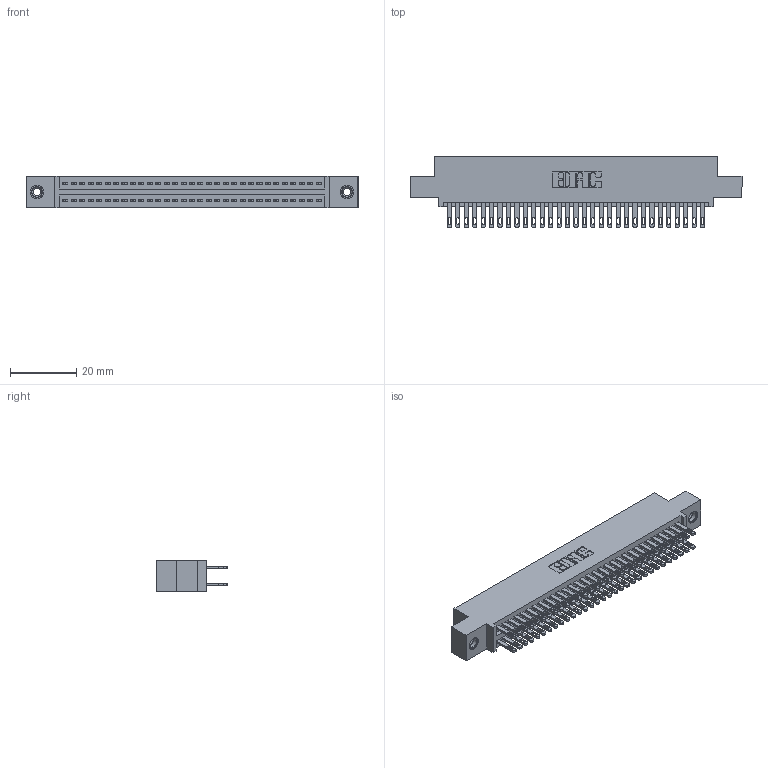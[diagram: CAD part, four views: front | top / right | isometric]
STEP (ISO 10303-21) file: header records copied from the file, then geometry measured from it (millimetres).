
FILE_DESCRIPTION (( 'STEP AP203' ), '1' );
FILE_NAME ('345-062-500-508.STEP', '2019-10-30T09:55:27', ( '' ), ( '' ), 'SwSTEP 2.0', 'SolidWorks 2016', '' );
FILE_SCHEMA (( 'CONFIG_CONTROL_DESIGN' ));
Length unit declared in the file: inch
Products named in the file (4): 345-062-500-508; 345-292-001_345-293-100; 345-250-001_345-250-003-102; 345 Part_0.110 Offset - 0.156 Dia-TI
Assembly tree (65 placements, depth 2):
  345-062-500-508
    345 Part_0.110 Offset - 0.156 Dia-TI
    345-292-001_345-293-100  x62
    345-250-001_345-250-003-102  x2
Bounding box: 99.95 x 21.51 x 9.4 mm (x, y, z)
Volume: 9716.6 mm3; surface area: 14888.4 mm2
Topology: 65 solids, 65 shells, 3042 faces, 9231 edges, 6146 vertices
Faces by surface type: plane 1790, cylinder 1236, cone 12, torus 4
Entity records: 27052 total; most frequent: CARTESIAN_POINT 4527, ORIENTED_EDGE 4454, DIRECTION 4033, EDGE_CURVE 2227, VECTOR 1947, LINE 1947, VERTEX_POINT 1480, AXIS2_PLACEMENT_3D 1043
